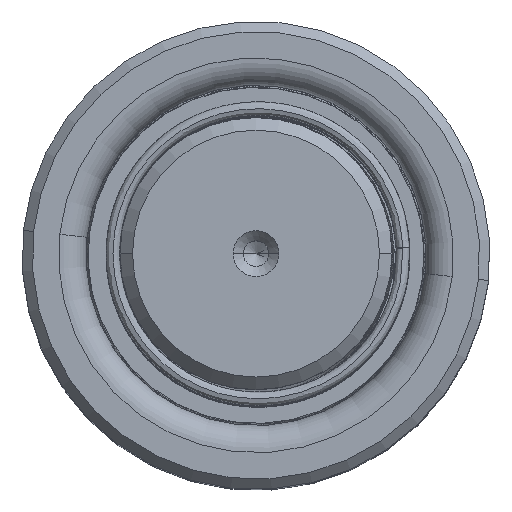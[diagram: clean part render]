
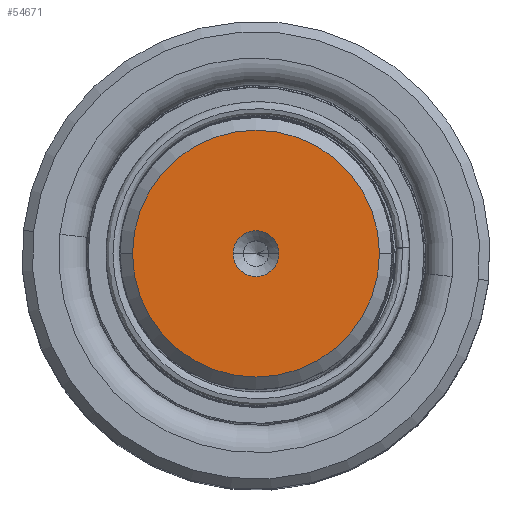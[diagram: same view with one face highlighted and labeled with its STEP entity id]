
A CAD part, top view. The second image highlights one B-rep face of the part: STEP entity #54671.
In plain terms, the highlighted planar face has unit normal (0, 0, 1).
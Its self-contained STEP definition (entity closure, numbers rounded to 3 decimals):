
#1140 = EDGE_LOOP ( 'NONE', ( #43989, #21944 ) ) ;
#1334 = DIRECTION ( 'NONE',  ( 0., 0., 1. ) ) ;
#1470 = FACE_BOUND ( 'NONE', #52261, .T. ) ;
#3640 = FACE_OUTER_BOUND ( 'NONE', #1140, .T. ) ;
#10402 = CARTESIAN_POINT ( 'NONE',  ( 0., 0., 200. ) ) ;
#11210 = DIRECTION ( 'NONE',  ( 1., 0., 0. ) ) ;
#17090 = CARTESIAN_POINT ( 'NONE',  ( 0., 0., 200. ) ) ;
#18199 = CARTESIAN_POINT ( 'NONE',  ( 0., 0., 200. ) ) ;
#18817 = VERTEX_POINT ( 'NONE', #36082 ) ;
#19039 = DIRECTION ( 'NONE',  ( 1., 0., 0. ) ) ;
#19769 = CARTESIAN_POINT ( 'NONE',  ( 0., 0., 200. ) ) ;
#20276 = VERTEX_POINT ( 'NONE', #48012 ) ;
#21944 = ORIENTED_EDGE ( 'NONE', *, *, #44751, .T. ) ;
#22063 = AXIS2_PLACEMENT_3D ( 'NONE', #10402, #28421, #19039 ) ;
#22187 = DIRECTION ( 'NONE',  ( 0., 0., 1. ) ) ;
#23128 = EDGE_CURVE ( 'NONE', #18817, #20276, #42077, .T. ) ;
#24774 = EDGE_CURVE ( 'NONE', #35253, #48371, #52289, .T. ) ;
#28421 = DIRECTION ( 'NONE',  ( 0., 0., 1. ) ) ;
#29599 = CARTESIAN_POINT ( 'NONE',  ( -2.7, 0., 200. ) ) ;
#30641 = ORIENTED_EDGE ( 'NONE', *, *, #33537, .F. ) ;
#31090 = CIRCLE ( 'NONE', #48735, 14.511 ) ;
#32169 = ORIENTED_EDGE ( 'NONE', *, *, #24774, .F. ) ;
#32979 = CIRCLE ( 'NONE', #54300, 2.7 ) ;
#33537 = EDGE_CURVE ( 'NONE', #48371, #35253, #32979, .T. ) ;
#34744 = CARTESIAN_POINT ( 'NONE',  ( 0., 0., 200. ) ) ;
#35253 = VERTEX_POINT ( 'NONE', #58413 ) ;
#36080 = DIRECTION ( 'NONE',  ( 1., 0., 0. ) ) ;
#36082 = CARTESIAN_POINT ( 'NONE',  ( -14.511, 0., 200. ) ) ;
#38087 = AXIS2_PLACEMENT_3D ( 'NONE', #18199, #46589, #51506 ) ;
#39147 = DIRECTION ( 'NONE',  ( 1., 0., 0. ) ) ;
#42077 = CIRCLE ( 'NONE', #38087, 14.511 ) ;
#43005 = AXIS2_PLACEMENT_3D ( 'NONE', #17090, #22187, #36080 ) ;
#43989 = ORIENTED_EDGE ( 'NONE', *, *, #23128, .T. ) ;
#44459 = PLANE ( 'NONE',  #43005 ) ;
#44751 = EDGE_CURVE ( 'NONE', #20276, #18817, #31090, .T. ) ;
#46589 = DIRECTION ( 'NONE',  ( 0., 0., 1. ) ) ;
#48012 = CARTESIAN_POINT ( 'NONE',  ( 14.511, 0., 200. ) ) ;
#48371 = VERTEX_POINT ( 'NONE', #29599 ) ;
#48735 = AXIS2_PLACEMENT_3D ( 'NONE', #19769, #1334, #39147 ) ;
#48844 = DIRECTION ( 'NONE',  ( 0., 0., 1. ) ) ;
#51506 = DIRECTION ( 'NONE',  ( 1., 0., 0. ) ) ;
#52261 = EDGE_LOOP ( 'NONE', ( #32169, #30641 ) ) ;
#52289 = CIRCLE ( 'NONE', #22063, 2.7 ) ;
#54300 = AXIS2_PLACEMENT_3D ( 'NONE', #34744, #48844, #11210 ) ;
#54671 = ADVANCED_FACE ( 'NONE', ( #1470, #3640 ), #44459, .T. ) ;
#58413 = CARTESIAN_POINT ( 'NONE',  ( 2.7, 0., 200. ) ) ;
